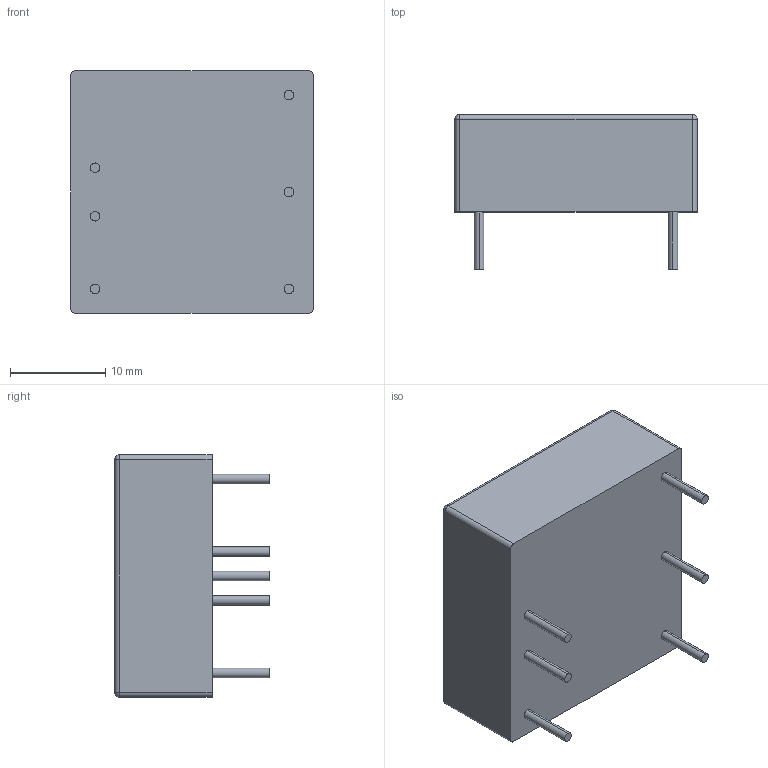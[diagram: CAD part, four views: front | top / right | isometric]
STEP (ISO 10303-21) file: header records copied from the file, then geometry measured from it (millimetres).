
FILE_DESCRIPTION (( 'STEP AP214' ), '1' );
FILE_NAME ('User Library-DeltaS24series.STEP', '2020-03-23T19:41:39', ( '' ), ( '' ), 'SwSTEP 2.0', 'SolidWorks 2019', '' );
FILE_SCHEMA (( 'AUTOMOTIVE_DESIGN' ));
Length unit declared in the file: millimetre
Products named in the file (1): User Library-DeltaS24series
Bounding box: 25.4 x 16.2 x 25.4 mm (x, y, z)
Volume: 6592.9 mm3; surface area: 2435.3 mm2
Topology: 1 solids, 1 shells, 126 faces, 319 edges, 206 vertices
Faces by surface type: plane 59, bspline 40, cylinder 23, sphere 4
Entity records: 5868 total; most frequent: CARTESIAN_POINT 2644, ORIENTED_EDGE 630, DIRECTION 455, EDGE_CURVE 315, VERTEX_POINT 206, VECTOR 189, LINE 189, EDGE_LOOP 141
